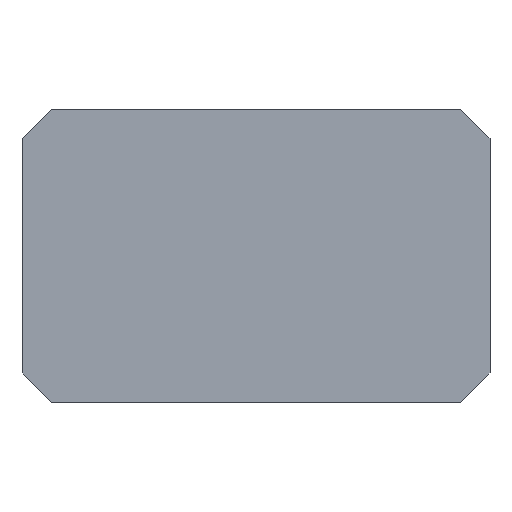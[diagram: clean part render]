
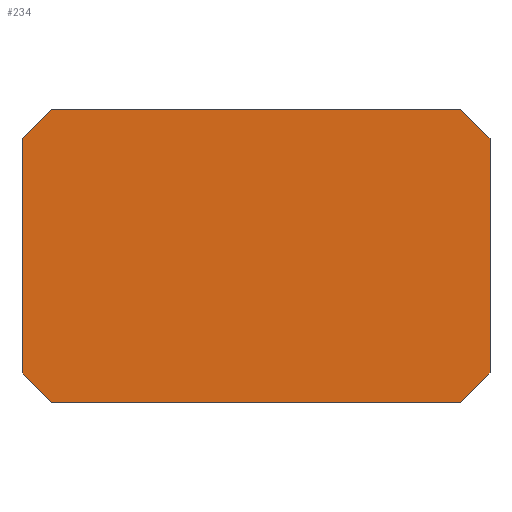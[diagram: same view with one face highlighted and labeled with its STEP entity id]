
A CAD part, front view. The second image highlights one B-rep face of the part: STEP entity #234.
In plain terms, the highlighted planar face has unit normal (0, -1, 0).
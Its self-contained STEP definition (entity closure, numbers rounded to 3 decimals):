
#112=EDGE_CURVE('',#132,#228,#280,.T.);
#128=EDGE_CURVE('',#244,#132,#296,.T.);
#132=VERTEX_POINT('',#301);
#136=EDGE_CURVE('',#188,#166,#306,.T.);
#140=EDGE_CURVE('',#162,#250,#310,.T.);
#146=EDGE_CURVE('',#166,#162,#317,.T.);
#162=VERTEX_POINT('',#334);
#166=VERTEX_POINT('',#340);
#178=EDGE_CURVE('',#220,#188,#353,.T.);
#188=VERTEX_POINT('',#365);
#210=EDGE_CURVE('',#228,#220,#390,.T.);
#220=VERTEX_POINT('',#401);
#228=VERTEX_POINT('',#410);
#234=ADVANCED_FACE('',(#418),#419,.T.);
#238=EDGE_CURVE('',#250,#244,#423,.T.);
#244=VERTEX_POINT('',#430);
#250=VERTEX_POINT('',#436);
#280=LINE('',#462,#463);
#296=LINE('',#488,#489);
#301=CARTESIAN_POINT('',(8.0,-11.0,9.0));
#306=LINE('',#500,#501);
#310=LINE('',#508,#509);
#317=LINE('',#519,#520);
#334=CARTESIAN_POINT('',(-8.0,-11.0,9.0));
#340=CARTESIAN_POINT('',(-8.0,-11.0,1.0));
#353=LINE('',#567,#568);
#365=CARTESIAN_POINT('',(-7.0,-11.0,0.0));
#390=LINE('',#616,#617);
#401=CARTESIAN_POINT('',(7.0,-11.0,0.0));
#410=CARTESIAN_POINT('',(8.0,-11.0,1.0));
#418=FACE_OUTER_BOUND('',#650,.T.);
#419=PLANE('',#651);
#423=LINE('',#658,#659);
#430=CARTESIAN_POINT('',(7.0,-11.0,10.0));
#436=CARTESIAN_POINT('',(-7.0,-11.0,10.0));
#462=CARTESIAN_POINT('',(8.0,-11.0,1.0));
#463=VECTOR('',#686,1.0);
#488=CARTESIAN_POINT('',(8.0,-11.0,9.0));
#489=VECTOR('',#696,1.0);
#500=CARTESIAN_POINT('',(-8.0,-11.0,1.0));
#501=VECTOR('',#713,1.0);
#508=CARTESIAN_POINT('',(-7.0,-11.0,10.0));
#509=VECTOR('',#715,1.0);
#519=CARTESIAN_POINT('',(-8.0,-11.0,9.0));
#520=VECTOR('',#725,1.0);
#567=CARTESIAN_POINT('',(-7.0,-11.0,0.0));
#568=VECTOR('',#761,1.0);
#616=CARTESIAN_POINT('',(7.0,-11.0,0.0));
#617=VECTOR('',#804,1.0);
#650=EDGE_LOOP('',(#837,#838,#839,#840,#841,#842,#843,#844));
#651=AXIS2_PLACEMENT_3D('',#845,#846,#847);
#658=CARTESIAN_POINT('',(7.0,-11.0,10.0));
#659=VECTOR('',#849,1.0);
#686=DIRECTION('',(0.0,0.,-1.0));
#696=DIRECTION('',(0.707,0.,-0.707));
#713=DIRECTION('',(-0.707,0.,0.707));
#715=DIRECTION('',(0.707,0.,0.707));
#725=DIRECTION('',(0.0,0.,1.0));
#761=DIRECTION('',(-1.0,0.0,0.0));
#804=DIRECTION('',(-0.707,0.,-0.707));
#837=ORIENTED_EDGE('',*,*,#210,.F.);
#838=ORIENTED_EDGE('',*,*,#112,.F.);
#839=ORIENTED_EDGE('',*,*,#128,.F.);
#840=ORIENTED_EDGE('',*,*,#238,.F.);
#841=ORIENTED_EDGE('',*,*,#140,.F.);
#842=ORIENTED_EDGE('',*,*,#146,.F.);
#843=ORIENTED_EDGE('',*,*,#136,.F.);
#844=ORIENTED_EDGE('',*,*,#178,.F.);
#845=CARTESIAN_POINT('',(0.0,-11.0,5.0));
#846=DIRECTION('',(0.0,-1.0,0.));
#847=DIRECTION('',(1.0,0.0,0.0));
#849=DIRECTION('',(1.0,0.0,0.0));
